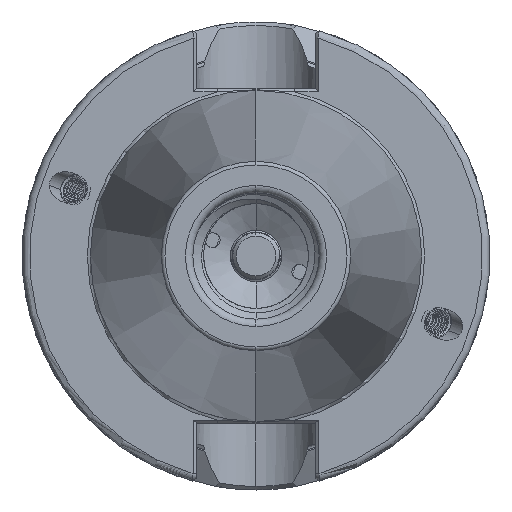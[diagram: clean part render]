
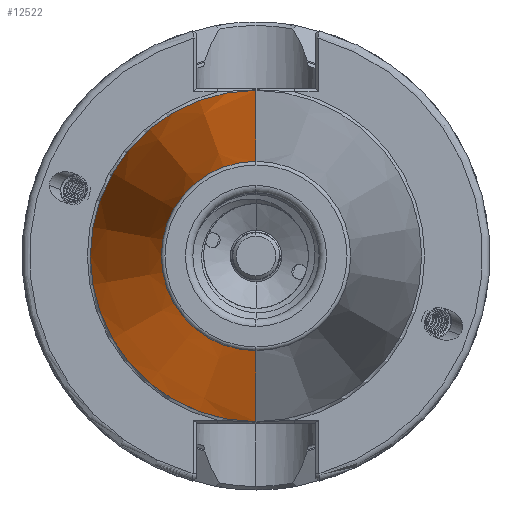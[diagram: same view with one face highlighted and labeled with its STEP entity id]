
A CAD part, left-side view. The second image highlights one B-rep face of the part: STEP entity #12522.
In plain terms, the highlighted conical face has half-angle 8.297 degrees and reference radius 22.298 mm.
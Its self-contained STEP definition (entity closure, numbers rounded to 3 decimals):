
#3594 = ORIENTED_EDGE ( 'NONE', *, *, #22287, .T. ) ;
#3630 = ORIENTED_EDGE ( 'NONE', *, *, #22318, .F. ) ;
#3720 = ORIENTED_EDGE ( 'NONE', *, *, #22315, .F. ) ;
#3730 = ORIENTED_EDGE ( 'NONE', *, *, #22290, .T. ) ;
#11550 = LINE ( 'NONE', #23063, #11575 ) ;
#11554 = CONICAL_SURFACE ( 'NONE', #24211, 22.298, 0.145 ) ;
#11565 = LINE ( 'NONE', #23189, #11618 ) ;
#11575 = VECTOR ( 'NONE', #23046, 1000. ) ;
#11577 = CIRCLE ( 'NONE', #24215, 12.75 ) ;
#11590 = FACE_OUTER_BOUND ( 'NONE', #26623, .T. ) ;
#11618 = VECTOR ( 'NONE', #23190, 1000. ) ;
#11623 = CIRCLE ( 'NONE', #24202, 22.298 ) ;
#12522 = ADVANCED_FACE ( 'NONE', ( #11590 ), #11554, .T. ) ;
#12539 = VERTEX_POINT ( 'NONE', #23913 ) ;
#12548 = VERTEX_POINT ( 'NONE', #23903 ) ;
#12573 = VERTEX_POINT ( 'NONE', #23879 ) ;
#12626 = VERTEX_POINT ( 'NONE', #23929 ) ;
#22287 = EDGE_CURVE ( 'NONE', #12539, #12573, #11550, .T. ) ;
#22290 = EDGE_CURVE ( 'NONE', #12626, #12539, #11577, .T. ) ;
#22315 = EDGE_CURVE ( 'NONE', #12626, #12548, #11565, .T. ) ;
#22318 = EDGE_CURVE ( 'NONE', #12548, #12573, #11623, .T. ) ;
#23039 = DIRECTION ( 'NONE',  ( 1., 0., 0. ) ) ;
#23043 = DIRECTION ( 'NONE',  ( 0., 0., -1. ) ) ;
#23045 = CARTESIAN_POINT ( 'NONE',  ( -66.972, 0., 0. ) ) ;
#23046 = DIRECTION ( 'NONE',  ( 0.99, 0., 0.144 ) ) ;
#23063 = CARTESIAN_POINT ( 'NONE',  ( -1.5, 0., 22.298 ) ) ;
#23189 = CARTESIAN_POINT ( 'NONE',  ( -1.5, 0., -22.298 ) ) ;
#23190 = DIRECTION ( 'NONE',  ( 0.99, 0., -0.144 ) ) ;
#23242 = DIRECTION ( 'NONE',  ( 0., 0., -1. ) ) ;
#23260 = DIRECTION ( 'NONE',  ( 1., 0., 0. ) ) ;
#23262 = CARTESIAN_POINT ( 'NONE',  ( -1.5, 0., 0. ) ) ;
#23820 = CARTESIAN_POINT ( 'NONE',  ( -1.5, 0., 0. ) ) ;
#23829 = DIRECTION ( 'NONE',  ( 0., 0., -1. ) ) ;
#23837 = DIRECTION ( 'NONE',  ( 1., 0., 0. ) ) ;
#23879 = CARTESIAN_POINT ( 'NONE',  ( -1.5, 0., 22.298 ) ) ;
#23903 = CARTESIAN_POINT ( 'NONE',  ( -1.5, 0., -22.298 ) ) ;
#23913 = CARTESIAN_POINT ( 'NONE',  ( -66.972, 0., 12.75 ) ) ;
#23929 = CARTESIAN_POINT ( 'NONE',  ( -66.972, 0., -12.75 ) ) ;
#24202 = AXIS2_PLACEMENT_3D ( 'NONE', #23262, #23260, #23242 ) ;
#24211 = AXIS2_PLACEMENT_3D ( 'NONE', #23820, #23837, #23829 ) ;
#24215 = AXIS2_PLACEMENT_3D ( 'NONE', #23045, #23039, #23043 ) ;
#26623 = EDGE_LOOP ( 'NONE', ( #3730, #3594, #3630, #3720 ) ) ;
